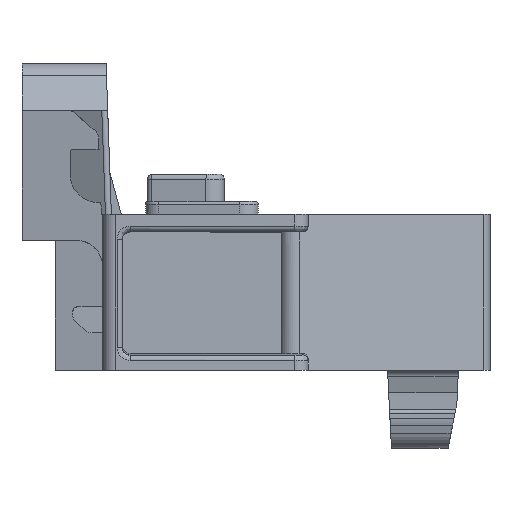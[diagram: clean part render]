
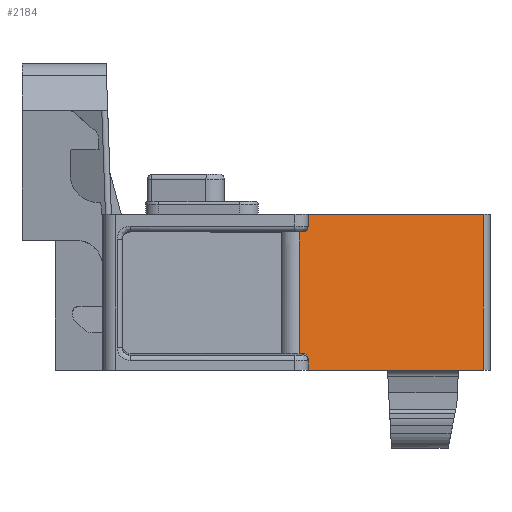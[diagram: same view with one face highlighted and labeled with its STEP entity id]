
A CAD part, left-side view. The second image highlights one B-rep face of the part: STEP entity #2184.
In plain terms, the highlighted planar face has unit normal (-0.866, -0.5, 0).
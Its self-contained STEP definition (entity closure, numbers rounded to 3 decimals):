
#341=ELLIPSE('',#16367,0.231,0.2);
#342=ELLIPSE('',#16368,0.231,0.2);
#1354=FACE_OUTER_BOUND('',#3540,.T.);
#2184=ADVANCED_FACE('',(#1354),#3015,.T.);
#3015=PLANE('',#16369);
#3540=EDGE_LOOP('',(#4668,#4669,#4670,#4671,#4672,#4673,#4674,#4675,#4676,
#4677));
#4668=ORIENTED_EDGE('',*,*,#10773,.F.);
#4669=ORIENTED_EDGE('',*,*,#10774,.T.);
#4670=ORIENTED_EDGE('',*,*,#10775,.F.);
#4671=ORIENTED_EDGE('',*,*,#10776,.T.);
#4672=ORIENTED_EDGE('',*,*,#10777,.T.);
#4673=ORIENTED_EDGE('',*,*,#10778,.T.);
#4674=ORIENTED_EDGE('',*,*,#10779,.F.);
#4675=ORIENTED_EDGE('',*,*,#10671,.T.);
#4676=ORIENTED_EDGE('',*,*,#10772,.T.);
#4677=ORIENTED_EDGE('',*,*,#10780,.F.);
#9152=VERTEX_POINT('',#20502);
#9153=VERTEX_POINT('',#20503);
#9237=VERTEX_POINT('',#20777);
#9238=VERTEX_POINT('',#20781);
#9239=VERTEX_POINT('',#20782);
#9240=VERTEX_POINT('',#20784);
#9241=VERTEX_POINT('',#20786);
#9242=VERTEX_POINT('',#20788);
#9243=VERTEX_POINT('',#20790);
#9244=VERTEX_POINT('',#20792);
#10671=EDGE_CURVE('',#9152,#9153,#12978,.T.);
#10772=EDGE_CURVE('',#9153,#9237,#13055,.T.);
#10773=EDGE_CURVE('',#9238,#9239,#13056,.T.);
#10774=EDGE_CURVE('',#9238,#9240,#341,.T.);
#10775=EDGE_CURVE('',#9241,#9240,#13057,.T.);
#10776=EDGE_CURVE('',#9241,#9242,#13058,.T.);
#10777=EDGE_CURVE('',#9242,#9243,#13059,.T.);
#10778=EDGE_CURVE('',#9243,#9244,#342,.T.);
#10779=EDGE_CURVE('',#9152,#9244,#13060,.T.);
#10780=EDGE_CURVE('',#9239,#9237,#13061,.T.);
#12978=LINE('',#20501,#14529);
#13055=LINE('',#20778,#14606);
#13056=LINE('',#20780,#14607);
#13057=LINE('',#20785,#14608);
#13058=LINE('',#20787,#14609);
#13059=LINE('',#20789,#14610);
#13060=LINE('',#20793,#14611);
#13061=LINE('',#20794,#14612);
#14529=VECTOR('',#17123,1.);
#14606=VECTOR('',#17262,1.);
#14607=VECTOR('',#17265,1.);
#14608=VECTOR('',#17268,1.);
#14609=VECTOR('',#17269,1.);
#14610=VECTOR('',#17270,1.);
#14611=VECTOR('',#17273,1.);
#14612=VECTOR('',#17274,1.);
#16367=AXIS2_PLACEMENT_3D('',#20783,#17266,#17267);
#16368=AXIS2_PLACEMENT_3D('',#20791,#17271,#17272);
#16369=AXIS2_PLACEMENT_3D('',#20795,#17275,#17276);
#17123=DIRECTION('',(0.5,-0.866,0.));
#17262=DIRECTION('',(0.,0.,1.));
#17265=DIRECTION('',(0.,0.,1.));
#17266=DIRECTION('',(0.866,0.5,0.));
#17267=DIRECTION('',(0.5,-0.866,-0.028));
#17268=DIRECTION('',(0.5,-0.866,-0.007));
#17269=DIRECTION('',(0.,0.,-1.));
#17270=DIRECTION('',(0.5,-0.866,0.017));
#17271=DIRECTION('',(0.866,0.5,0.));
#17272=DIRECTION('',(-0.499,0.864,-0.07));
#17273=DIRECTION('',(0.,0.,1.));
#17274=DIRECTION('',(0.5,-0.866,0.));
#17275=DIRECTION('',(-0.866,-0.5,0.));
#17276=DIRECTION('',(-0.5,0.866,0.));
#20501=CARTESIAN_POINT('',(-36.199,-36.165,0.));
#20502=CARTESIAN_POINT('',(-36.199,-36.165,0.));
#20503=CARTESIAN_POINT('',(-32.301,-42.915,0.));
#20777=CARTESIAN_POINT('',(-32.301,-42.915,6.));
#20778=CARTESIAN_POINT('',(-32.301,-42.915,0.));
#20780=CARTESIAN_POINT('',(-36.199,-36.165,5.522));
#20781=CARTESIAN_POINT('',(-36.199,-36.165,5.522));
#20782=CARTESIAN_POINT('',(-36.199,-36.165,6.));
#20783=CARTESIAN_POINT('',(-36.314,-35.965,5.524));
#20784=CARTESIAN_POINT('',(-36.314,-35.965,5.324));
#20785=CARTESIAN_POINT('',(-36.389,-35.836,5.325));
#20786=CARTESIAN_POINT('',(-36.389,-35.836,5.325));
#20787=CARTESIAN_POINT('',(-36.389,-35.836,5.325));
#20788=CARTESIAN_POINT('',(-36.389,-35.836,0.643));
#20789=CARTESIAN_POINT('',(-36.389,-35.836,0.643));
#20790=CARTESIAN_POINT('',(-36.314,-35.965,0.645));
#20791=CARTESIAN_POINT('',(-36.314,-35.965,0.445));
#20792=CARTESIAN_POINT('',(-36.199,-36.165,0.449));
#20793=CARTESIAN_POINT('',(-36.199,-36.165,0.));
#20794=CARTESIAN_POINT('',(-36.199,-36.165,6.));
#20795=CARTESIAN_POINT('',(-36.199,-36.165,0.));
